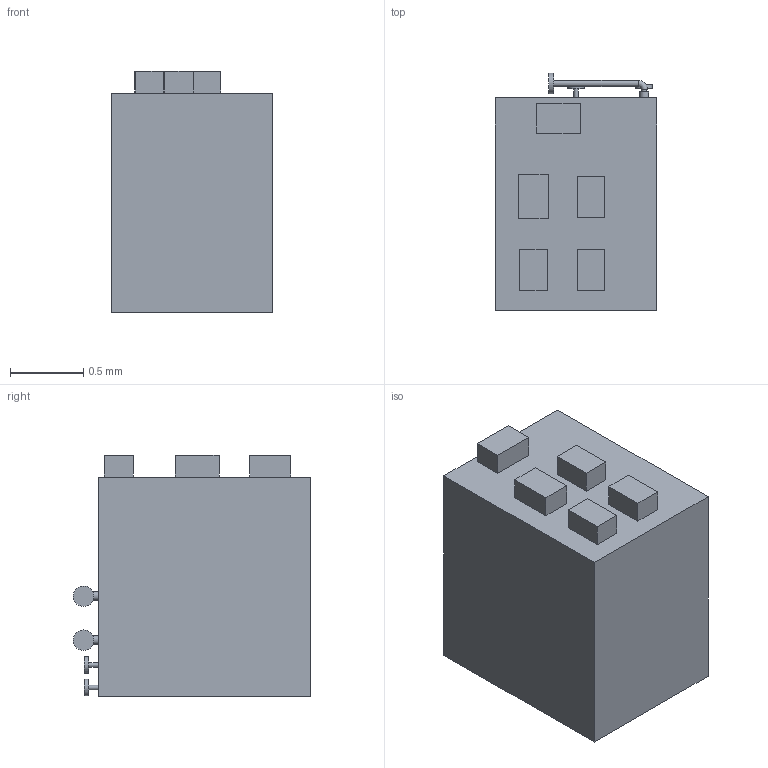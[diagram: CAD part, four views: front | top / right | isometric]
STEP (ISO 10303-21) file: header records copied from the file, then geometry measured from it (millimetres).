
FILE_DESCRIPTION(('Open CASCADE Model'),'2;1');
FILE_NAME('Open CASCADE Shape Model','2018-09-27T01:05:53',('Author'),( 'Open CASCADE'),'Open CASCADE STEP processor 6.9','Open CASCADE 6.9' ,'Unknown');
FILE_SCHEMA(('AUTOMOTIVE_DESIGN_CC2 { 1 2 10303 214 -1 1 5 4 }'));
Length unit declared in the file: millimetre
Products named in the file (22): occActiveX 11; occActiveX 11.1; occActiveX 11.2; occActiveX 12; occActiveX 12.1; occActiveX 12.2; occActiveX 13; occActiveX 14; occActiveX 15; occActiveX 16; occActiveX 17; occActiveX 18; occActiveX 19; occActiveX 20; occActiveX 20.1; occActiveX 20.2; occActiveX 21; occActiveX 21.1; occActiveX 21.2; occActiveX 22; occActiveX 23; occActiveX 24
Assembly tree (8 placements, depth 2):
  occActiveX 11
    occActiveX 11.1
    occActiveX 11.2
  occActiveX 12
    occActiveX 12.1
    occActiveX 12.2
  occActiveX 13
  occActiveX 14
  occActiveX 15
Bounding box: 1.1 x 1.62 x 1.65 mm (x, y, z)
Volume: 2.4 mm3; surface area: 12.5 mm2
Topology: 18 solids, 18 shells, 72 faces, 108 edges, 72 vertices
Faces by surface type: plane 60, cylinder 10, torus 2
Full cylindrical faces by diameter (mm): 0.03 x2, 0.042 x2, 0.06 x2, 0.115 x2, 0.14 x2
Entity records: 1828 total; most frequent: DIRECTION 296, CARTESIAN_POINT 261, ORIENTED_EDGE 216, EDGE_CURVE 108, AXIS2_PLACEMENT_3D 107, LINE 82, VECTOR 82, ADVANCED_FACE 72
